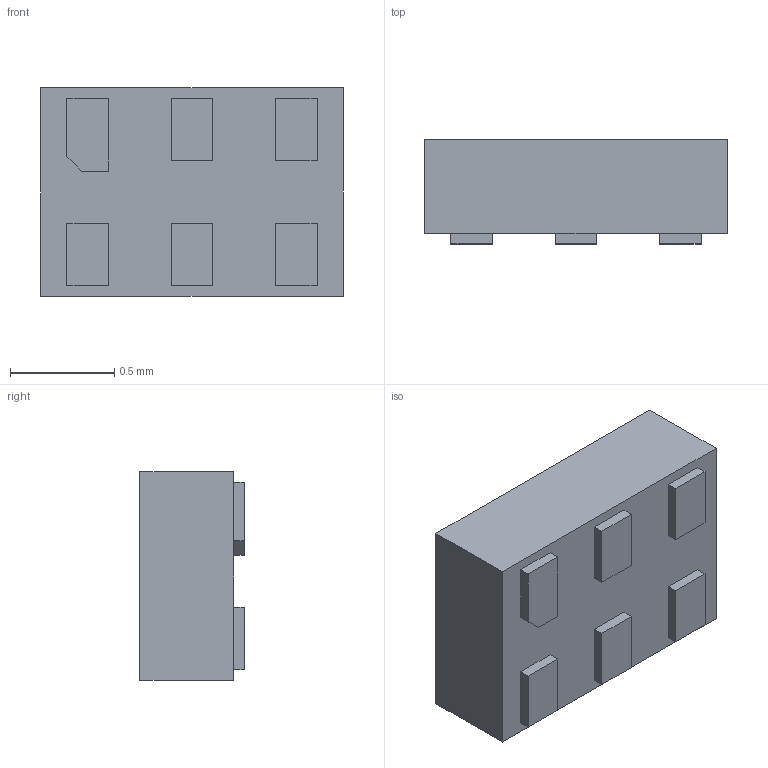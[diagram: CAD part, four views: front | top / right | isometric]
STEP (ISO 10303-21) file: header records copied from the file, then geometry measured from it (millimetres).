
FILE_DESCRIPTION (( 'STEP AP214' ), '1' );
FILE_NAME ('User Library-SOT 886.STEP', '2018-05-28T09:12:37', ( '' ), ( '' ), 'SwSTEP 2.0', 'SolidWorks 2018', '' );
FILE_SCHEMA (( 'AUTOMOTIVE_DESIGN' ));
Length unit declared in the file: millimetre
Products named in the file (1): User Library-SOT 886
Bounding box: 1.45 x 0.5 x 1 mm (x, y, z)
Volume: 0.7 mm3; surface area: 5.4 mm2
Topology: 1 solids, 1 shells, 361 faces, 1005 edges, 670 vertices
Faces by surface type: plane 316, bspline 45
Entity records: 14460 total; most frequent: CARTESIAN_POINT 5338, ORIENTED_EDGE 2010, DIRECTION 1549, EDGE_CURVE 1005, VECTOR 915, LINE 915, VERTEX_POINT 670, EDGE_LOOP 385
